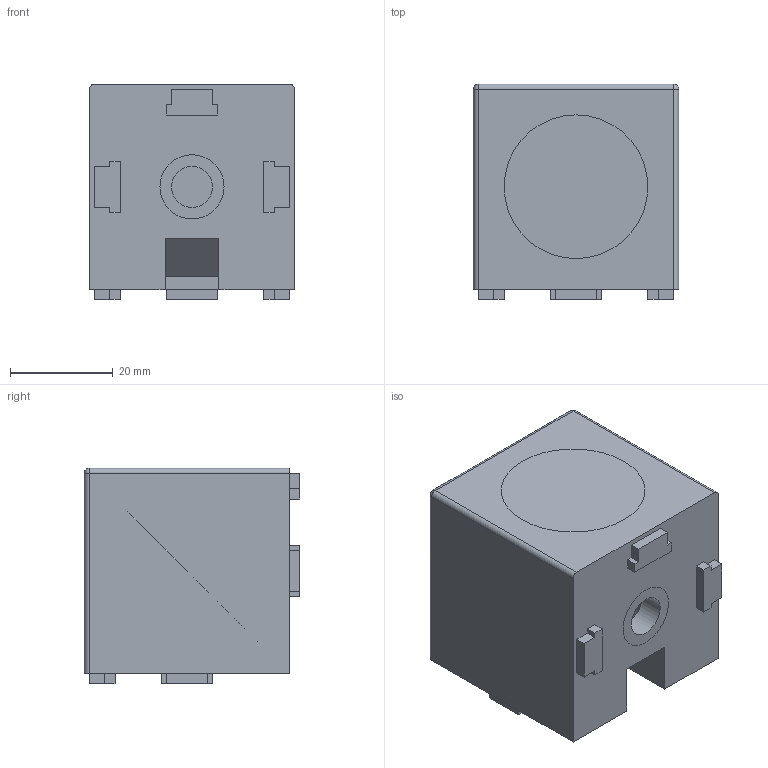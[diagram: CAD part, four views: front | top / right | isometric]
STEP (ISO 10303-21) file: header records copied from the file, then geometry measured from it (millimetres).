
FILE_DESCRIPTION((''),'2;1');
FILE_NAME('AR3805.stp','2019-02-08T09:48:02',('Konstruktor II'),(''),'Autodesk Inventor 2013','Autodesk Inventor 2013','');
FILE_SCHEMA(('AUTOMOTIVE_DESIGN { 1 0 10303 214 1 1 1 1 }'));
Length unit declared in the file: millimetre
Products named in the file (4): AR3805; Zaślepka do łącznika 40; tulejka pod śrubę
Assembly tree (5 placements, depth 2):
  AR3805
    AR3805
    Zaślepka do łącznika 40  x2
    tulejka pod śrubę  x2
Bounding box: 40 x 42 x 42 mm (x, y, z)
Volume: 44823.2 mm3; surface area: 19410 mm2
Topology: 5 solids, 5 shells, 118 faces, 263 edges, 167 vertices
Faces by surface type: plane 81, cylinder 25, cone 10, sphere 2
Full cylindrical faces by diameter (mm): 8 x2, 12.5 x4, 22 x6, 24 x4
Entity records: 2986 total; most frequent: DIRECTION 498, CARTESIAN_POINT 491, ORIENTED_EDGE 448, EDGE_CURVE 224, VECTOR 176, LINE 176, AXIS2_PLACEMENT_3D 161, VERTEX_POINT 154
